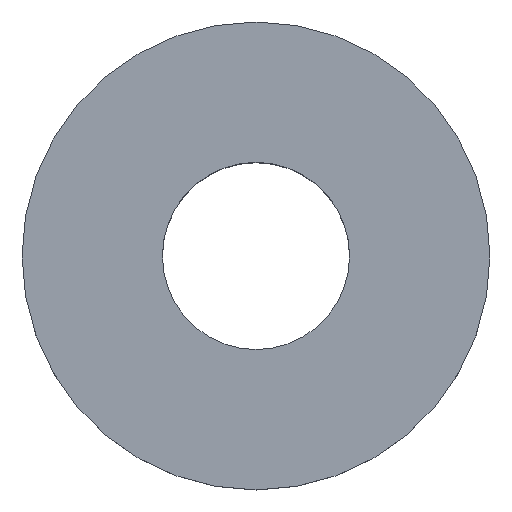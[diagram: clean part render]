
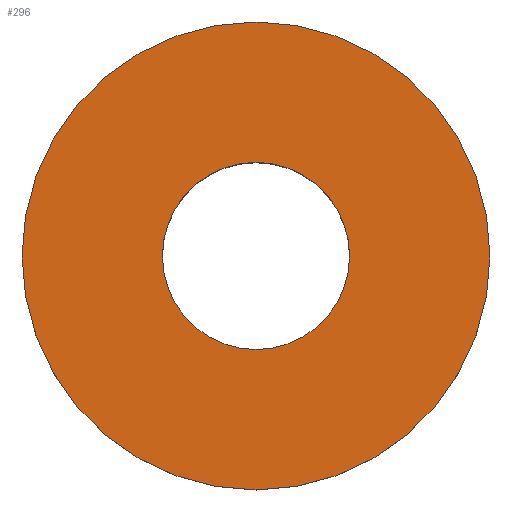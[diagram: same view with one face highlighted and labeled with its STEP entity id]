
A CAD part, top view. The second image highlights one B-rep face of the part: STEP entity #296.
In plain terms, the highlighted planar face has unit normal (0, 0, 1).
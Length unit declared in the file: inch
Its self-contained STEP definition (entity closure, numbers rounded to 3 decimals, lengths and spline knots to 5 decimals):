
#2 = CARTESIAN_POINT ( 'NONE',  ( 0., 0., 0.15625 ) ) ;
#5 = CARTESIAN_POINT ( 'NONE',  ( 0., 0.125, 0.15625 ) ) ;
#11 = VERTEX_POINT ( 'NONE', #77 ) ;
#26 = DIRECTION ( 'NONE',  ( -1., 0., 0. ) ) ;
#29 = DIRECTION ( 'NONE',  ( 0., 0., -1. ) ) ;
#49 = EDGE_CURVE ( 'NONE', #55, #11, #136, .T. ) ;
#55 = VERTEX_POINT ( 'NONE', #210 ) ;
#61 = ORIENTED_EDGE ( 'NONE', *, *, #75, .T. ) ;
#64 = CARTESIAN_POINT ( 'NONE',  ( 0., 0., 0.15625 ) ) ;
#73 = DIRECTION ( 'NONE',  ( -1., 0., 0. ) ) ;
#75 = EDGE_CURVE ( 'NONE', #172, #242, #98, .T. ) ;
#77 = CARTESIAN_POINT ( 'NONE',  ( -0.3125, 0., 0.15625 ) ) ;
#86 = AXIS2_PLACEMENT_3D ( 'NONE', #119, #260, #73 ) ;
#93 = CIRCLE ( 'NONE', #86, 0.125 ) ;
#94 = DIRECTION ( 'NONE',  ( 0., 0., 1. ) ) ;
#98 = CIRCLE ( 'NONE', #161, 0.125 ) ;
#105 = DIRECTION ( 'NONE',  ( 0., 0., -1. ) ) ;
#119 = CARTESIAN_POINT ( 'NONE',  ( 0., 0., 0.15625 ) ) ;
#128 = ORIENTED_EDGE ( 'NONE', *, *, #250, .T. ) ;
#129 = EDGE_LOOP ( 'NONE', ( #61, #128 ) ) ;
#136 = CIRCLE ( 'NONE', #203, 0.3125 ) ;
#137 = DIRECTION ( 'NONE',  ( 0., 0., -1. ) ) ;
#141 = FACE_OUTER_BOUND ( 'NONE', #224, .T. ) ;
#161 = AXIS2_PLACEMENT_3D ( 'NONE', #64, #137, #231 ) ;
#172 = VERTEX_POINT ( 'NONE', #298 ) ;
#177 = CARTESIAN_POINT ( 'NONE',  ( 0., 0., 0.15625 ) ) ;
#180 = EDGE_CURVE ( 'NONE', #11, #55, #195, .T. ) ;
#186 = CARTESIAN_POINT ( 'NONE',  ( 0.125, 0., 0.15625 ) ) ;
#195 = CIRCLE ( 'NONE', #280, 0.3125 ) ;
#203 = AXIS2_PLACEMENT_3D ( 'NONE', #177, #105, #299 ) ;
#210 = CARTESIAN_POINT ( 'NONE',  ( 0.3125, 0., 0.15625 ) ) ;
#216 = PLANE ( 'NONE',  #294 ) ;
#224 = EDGE_LOOP ( 'NONE', ( #258, #284 ) ) ;
#231 = DIRECTION ( 'NONE',  ( -1., 0., 0. ) ) ;
#236 = FACE_BOUND ( 'NONE', #129, .T. ) ;
#242 = VERTEX_POINT ( 'NONE', #186 ) ;
#250 = EDGE_CURVE ( 'NONE', #242, #172, #93, .T. ) ;
#258 = ORIENTED_EDGE ( 'NONE', *, *, #180, .F. ) ;
#260 = DIRECTION ( 'NONE',  ( 0., 0., -1. ) ) ;
#280 = AXIS2_PLACEMENT_3D ( 'NONE', #2, #29, #26 ) ;
#284 = ORIENTED_EDGE ( 'NONE', *, *, #49, .F. ) ;
#286 = DIRECTION ( 'NONE',  ( 1., 0., 0. ) ) ;
#294 = AXIS2_PLACEMENT_3D ( 'NONE', #5, #94, #286 ) ;
#296 = ADVANCED_FACE ( 'NONE', ( #236, #141 ), #216, .T. ) ;
#298 = CARTESIAN_POINT ( 'NONE',  ( -0.125, 0., 0.15625 ) ) ;
#299 = DIRECTION ( 'NONE',  ( -1., 0., 0. ) ) ;
